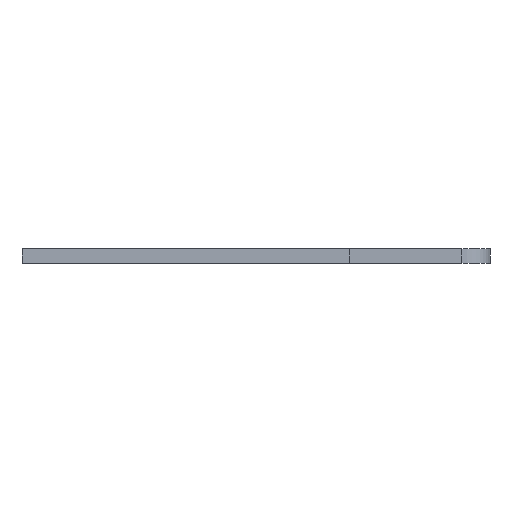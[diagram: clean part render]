
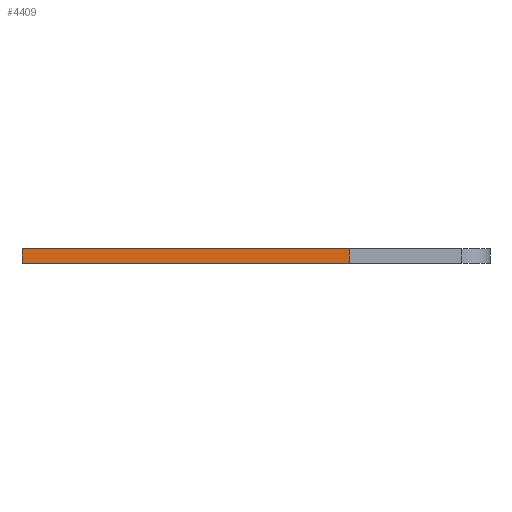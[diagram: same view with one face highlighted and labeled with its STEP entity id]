
A CAD part, left-side view. The second image highlights one B-rep face of the part: STEP entity #4409.
In plain terms, the highlighted planar face has unit normal (-1, 0, 0).
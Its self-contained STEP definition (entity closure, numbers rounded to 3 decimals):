
#83 = PLANE('',#84);
#84 = AXIS2_PLACEMENT_3D('',#85,#86,#87);
#85 = CARTESIAN_POINT('',(19.372,6.514,1.6));
#86 = DIRECTION('',(-0.,-0.,-1.));
#87 = DIRECTION('',(-1.,0.,0.));
#137 = PLANE('',#138);
#138 = AXIS2_PLACEMENT_3D('',#139,#140,#141);
#139 = CARTESIAN_POINT('',(19.372,6.514,0.));
#140 = DIRECTION('',(-0.,-0.,-1.));
#141 = DIRECTION('',(-1.,0.,0.));
#411 = VERTEX_POINT('',#412);
#412 = CARTESIAN_POINT('',(-11.,-1.,0.));
#426 = PLANE('',#427);
#427 = AXIS2_PLACEMENT_3D('',#428,#429,#430);
#428 = CARTESIAN_POINT('',(-33.,-1.,0.));
#429 = DIRECTION('',(0.,1.,0.));
#430 = DIRECTION('',(1.,0.,0.));
#438 = EDGE_CURVE('',#411,#439,#441,.T.);
#439 = VERTEX_POINT('',#440);
#440 = CARTESIAN_POINT('',(-11.,34.,0.));
#441 = SURFACE_CURVE('',#442,(#446,#453),.PCURVE_S1.);
#442 = LINE('',#443,#444);
#443 = CARTESIAN_POINT('',(-11.,-1.,0.));
#444 = VECTOR('',#445,1.);
#445 = DIRECTION('',(0.,1.,0.));
#446 = PCURVE('',#137,#447);
#447 = DEFINITIONAL_REPRESENTATION('',(#448),#452);
#448 = LINE('',#449,#450);
#449 = CARTESIAN_POINT('',(30.372,-7.514));
#450 = VECTOR('',#451,1.);
#451 = DIRECTION('',(0.,1.));
#452 = ( GEOMETRIC_REPRESENTATION_CONTEXT(2) 
PARAMETRIC_REPRESENTATION_CONTEXT() REPRESENTATION_CONTEXT('2D SPACE',''
  ) );
#453 = PCURVE('',#454,#459);
#454 = PLANE('',#455);
#455 = AXIS2_PLACEMENT_3D('',#456,#457,#458);
#456 = CARTESIAN_POINT('',(-11.,-1.,0.));
#457 = DIRECTION('',(-1.,0.,0.));
#458 = DIRECTION('',(0.,1.,0.));
#459 = DEFINITIONAL_REPRESENTATION('',(#460),#464);
#460 = LINE('',#461,#462);
#461 = CARTESIAN_POINT('',(0.,0.));
#462 = VECTOR('',#463,1.);
#463 = DIRECTION('',(1.,0.));
#464 = ( GEOMETRIC_REPRESENTATION_CONTEXT(2) 
PARAMETRIC_REPRESENTATION_CONTEXT() REPRESENTATION_CONTEXT('2D SPACE',''
  ) );
#482 = PLANE('',#483);
#483 = AXIS2_PLACEMENT_3D('',#484,#485,#486);
#484 = CARTESIAN_POINT('',(-11.,34.,0.));
#485 = DIRECTION('',(0.,1.,0.));
#486 = DIRECTION('',(1.,0.,0.));
#2564 = VERTEX_POINT('',#2565);
#2565 = CARTESIAN_POINT('',(-11.,-1.,1.6));
#2586 = EDGE_CURVE('',#2564,#2587,#2589,.T.);
#2587 = VERTEX_POINT('',#2588);
#2588 = CARTESIAN_POINT('',(-11.,34.,1.6));
#2589 = SURFACE_CURVE('',#2590,(#2594,#2601),.PCURVE_S1.);
#2590 = LINE('',#2591,#2592);
#2591 = CARTESIAN_POINT('',(-11.,-1.,1.6));
#2592 = VECTOR('',#2593,1.);
#2593 = DIRECTION('',(0.,1.,0.));
#2594 = PCURVE('',#83,#2595);
#2595 = DEFINITIONAL_REPRESENTATION('',(#2596),#2600);
#2596 = LINE('',#2597,#2598);
#2597 = CARTESIAN_POINT('',(30.372,-7.514));
#2598 = VECTOR('',#2599,1.);
#2599 = DIRECTION('',(0.,1.));
#2600 = ( GEOMETRIC_REPRESENTATION_CONTEXT(2) 
PARAMETRIC_REPRESENTATION_CONTEXT() REPRESENTATION_CONTEXT('2D SPACE',''
  ) );
#2601 = PCURVE('',#454,#2602);
#2602 = DEFINITIONAL_REPRESENTATION('',(#2603),#2607);
#2603 = LINE('',#2604,#2605);
#2604 = CARTESIAN_POINT('',(0.,-1.6));
#2605 = VECTOR('',#2606,1.);
#2606 = DIRECTION('',(1.,0.));
#2607 = ( GEOMETRIC_REPRESENTATION_CONTEXT(2) 
PARAMETRIC_REPRESENTATION_CONTEXT() REPRESENTATION_CONTEXT('2D SPACE',''
  ) );
#4359 = EDGE_CURVE('',#439,#2587,#4360,.T.);
#4360 = SURFACE_CURVE('',#4361,(#4365,#4372),.PCURVE_S1.);
#4361 = LINE('',#4362,#4363);
#4362 = CARTESIAN_POINT('',(-11.,34.,0.));
#4363 = VECTOR('',#4364,1.);
#4364 = DIRECTION('',(0.,0.,1.));
#4365 = PCURVE('',#482,#4366);
#4366 = DEFINITIONAL_REPRESENTATION('',(#4367),#4371);
#4367 = LINE('',#4368,#4369);
#4368 = CARTESIAN_POINT('',(0.,0.));
#4369 = VECTOR('',#4370,1.);
#4370 = DIRECTION('',(0.,-1.));
#4371 = ( GEOMETRIC_REPRESENTATION_CONTEXT(2) 
PARAMETRIC_REPRESENTATION_CONTEXT() REPRESENTATION_CONTEXT('2D SPACE',''
  ) );
#4372 = PCURVE('',#454,#4373);
#4373 = DEFINITIONAL_REPRESENTATION('',(#4374),#4378);
#4374 = LINE('',#4375,#4376);
#4375 = CARTESIAN_POINT('',(35.,0.));
#4376 = VECTOR('',#4377,1.);
#4377 = DIRECTION('',(0.,-1.));
#4378 = ( GEOMETRIC_REPRESENTATION_CONTEXT(2) 
PARAMETRIC_REPRESENTATION_CONTEXT() REPRESENTATION_CONTEXT('2D SPACE',''
  ) );
#4409 = ADVANCED_FACE('',(#4410),#454,.T.);
#4410 = FACE_BOUND('',#4411,.T.);
#4411 = EDGE_LOOP('',(#4412,#4433,#4434,#4435));
#4412 = ORIENTED_EDGE('',*,*,#4413,.T.);
#4413 = EDGE_CURVE('',#411,#2564,#4414,.T.);
#4414 = SURFACE_CURVE('',#4415,(#4419,#4426),.PCURVE_S1.);
#4415 = LINE('',#4416,#4417);
#4416 = CARTESIAN_POINT('',(-11.,-1.,0.));
#4417 = VECTOR('',#4418,1.);
#4418 = DIRECTION('',(0.,0.,1.));
#4419 = PCURVE('',#454,#4420);
#4420 = DEFINITIONAL_REPRESENTATION('',(#4421),#4425);
#4421 = LINE('',#4422,#4423);
#4422 = CARTESIAN_POINT('',(0.,0.));
#4423 = VECTOR('',#4424,1.);
#4424 = DIRECTION('',(0.,-1.));
#4425 = ( GEOMETRIC_REPRESENTATION_CONTEXT(2) 
PARAMETRIC_REPRESENTATION_CONTEXT() REPRESENTATION_CONTEXT('2D SPACE',''
  ) );
#4426 = PCURVE('',#426,#4427);
#4427 = DEFINITIONAL_REPRESENTATION('',(#4428),#4432);
#4428 = LINE('',#4429,#4430);
#4429 = CARTESIAN_POINT('',(22.,0.));
#4430 = VECTOR('',#4431,1.);
#4431 = DIRECTION('',(0.,-1.));
#4432 = ( GEOMETRIC_REPRESENTATION_CONTEXT(2) 
PARAMETRIC_REPRESENTATION_CONTEXT() REPRESENTATION_CONTEXT('2D SPACE',''
  ) );
#4433 = ORIENTED_EDGE('',*,*,#2586,.T.);
#4434 = ORIENTED_EDGE('',*,*,#4359,.F.);
#4435 = ORIENTED_EDGE('',*,*,#438,.F.);
